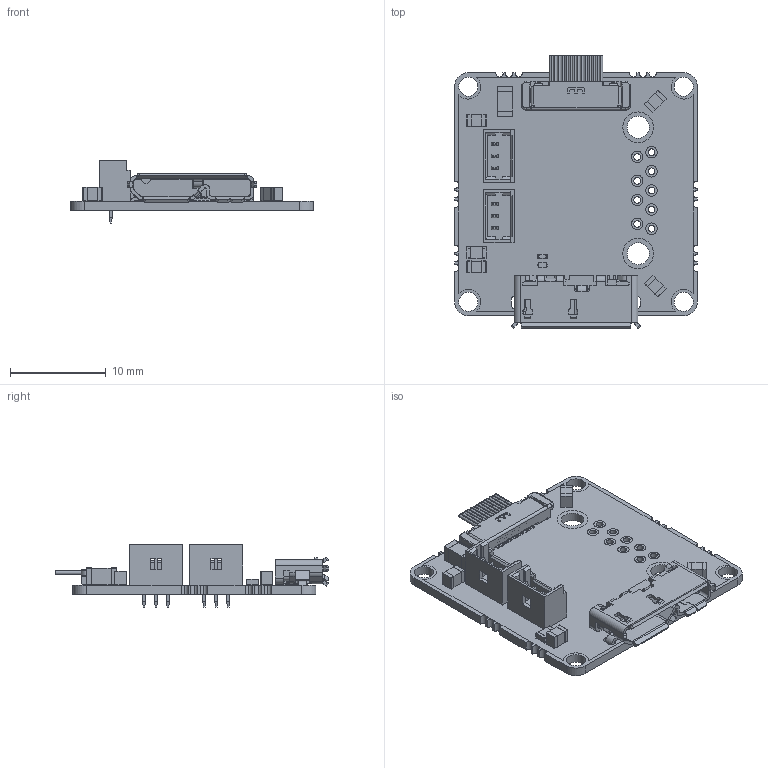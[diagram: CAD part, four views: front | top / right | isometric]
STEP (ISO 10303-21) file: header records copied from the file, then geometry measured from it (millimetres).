
FILE_DESCRIPTION(/* description */ (''),/* implementation_level */ '2;1');
FILE_NAME(/* name */ 'ADPT-U3-UC-U3-UB_01-STP.stp',/* time_stamp */ '2025-05-12T12:39:28+02:00',/* author */ (''),/* organization */ (''),/* preprocessor_version */ 'ST-DEVELOPER v20',/* originating_system */ 'SIEMENS PLM Software NX2406.8500',/* authorisation */ '');
FILE_SCHEMA (('AUTOMOTIVE_DESIGN { 1 0 10303 214 3 1 1 1 }'));
Products named in the file (1): 002957_01_1-PCB-ADPT-U3-UC-U3-UB
Bounding box: 25.4 x 28.57 x 6.5 mm (x, y, z)
Volume: 820 mm3; surface area: 2620.5 mm2
Topology: 33 solids, 33 shells, 2699 faces, 7210 edges, 4503 vertices
Faces by surface type: plane 1618, cylinder 838, sphere 109, bspline 72, cone 46, torus 16
Full cylindrical faces by diameter (mm): 0.5 x6, 0.7 x9, 2 x4, 2.3 x2
Entity records: 88893 total; most frequent: CARTESIAN_POINT 18858, ORIENTED_EDGE 14262, DIRECTION 14083, EDGE_CURVE 7131, LINE 4845, VECTOR 4845, AXIS2_PLACEMENT_3D 4619, VERTEX_POINT 4502
